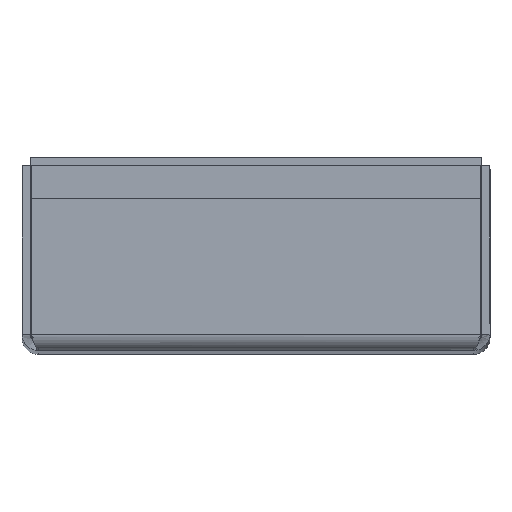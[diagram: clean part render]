
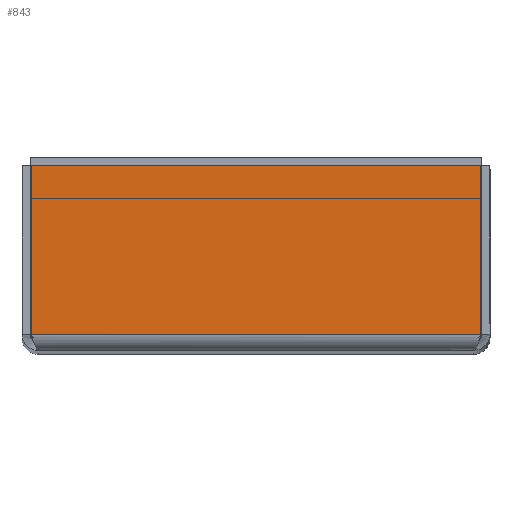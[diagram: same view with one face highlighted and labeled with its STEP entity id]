
A CAD part, top view. The second image highlights one B-rep face of the part: STEP entity #843.
In plain terms, the highlighted planar face has unit normal (0, 0, 1).
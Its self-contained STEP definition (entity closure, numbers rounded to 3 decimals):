
#98=FACE_OUTER_BOUND($,#143,.T.);
#143=EDGE_LOOP($,(#657,#658,#659,#660));
#224=LINE($,#1415,#312);
#226=LINE($,#1433,#314);
#231=LINE($,#1495,#319);
#234=LINE($,#1500,#322);
#312=VECTOR($,#1011,109.576);
#314=VECTOR($,#1015,41.);
#319=VECTOR($,#1022,41.);
#322=VECTOR($,#1027,109.576);
#383=VERTEX_POINT($,#1413);
#384=VERTEX_POINT($,#1414);
#385=VERTEX_POINT($,#1432);
#387=VERTEX_POINT($,#1494);
#474=EDGE_CURVE($,#383,#384,#224,.T.);
#478=EDGE_CURVE($,#385,#384,#226,.T.);
#485=EDGE_CURVE($,#383,#387,#231,.T.);
#488=EDGE_CURVE($,#387,#385,#234,.T.);
#657=ORIENTED_EDGE($,*,*,#474,.T.);
#658=ORIENTED_EDGE($,*,*,#478,.F.);
#659=ORIENTED_EDGE($,*,*,#488,.F.);
#660=ORIENTED_EDGE($,*,*,#485,.F.);
#752=PLANE($,#885);
#843=ADVANCED_FACE($,(#98),#752,.T.);
#885=AXIS2_PLACEMENT_3D($,#1502,#1029,#1030);
#1011=DIRECTION($,(1.,0.,0.));
#1015=DIRECTION($,(0.,-1.,0.));
#1022=DIRECTION($,(0.,1.,0.));
#1027=DIRECTION($,(1.,0.,0.));
#1029=DIRECTION('center_axis',(0.,0.,
1.));
#1030=DIRECTION('ref_axis',(0.,1.,0.));
#1413=CARTESIAN_POINT('',(-54.788,-38.,264.5));
#1414=CARTESIAN_POINT('',(54.788,-38.,264.5));
#1415=CARTESIAN_POINT($,(0.,-38.,264.5));
#1432=CARTESIAN_POINT('',(54.788,3.,264.5));
#1433=CARTESIAN_POINT($,(54.788,-38.,264.5));
#1494=CARTESIAN_POINT('',(-54.788,3.,264.5));
#1495=CARTESIAN_POINT($,(-54.788,-38.,264.5));
#1500=CARTESIAN_POINT($,(-54.788,3.,264.5));
#1502=CARTESIAN_POINT('Origin',(0.,-19.283,264.5));
